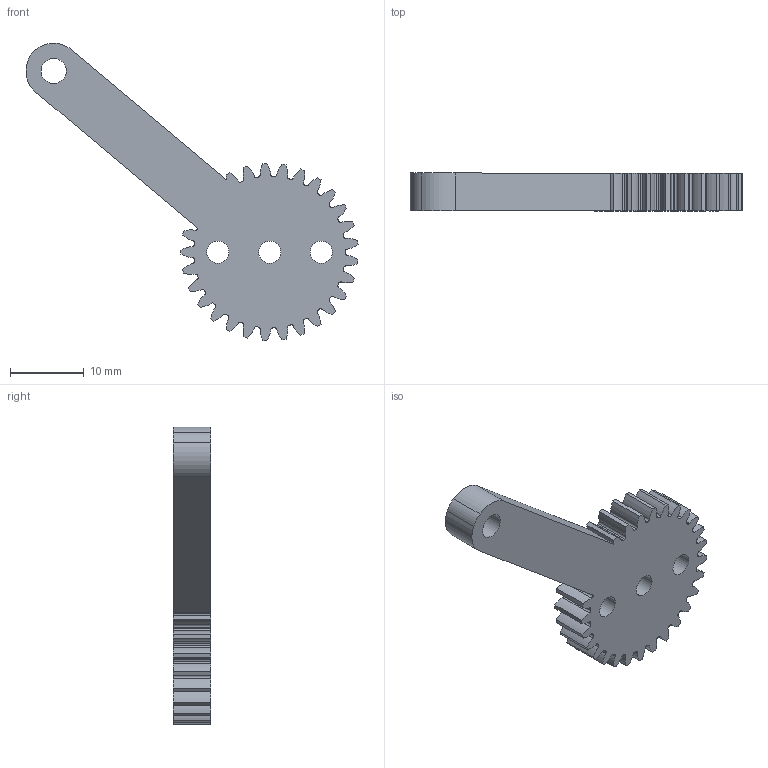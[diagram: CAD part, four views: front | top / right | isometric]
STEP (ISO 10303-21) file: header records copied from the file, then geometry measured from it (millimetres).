
FILE_DESCRIPTION(/* description */ ('STEP AP242 Edition 2','CAx-IF Rec.Pracs.---Representation and Presentation of Product Manufacturing Information (PMI)---4.0---2014-10-13','CAx-IF Rec.Pracs.---3D Tessellated Geometry---0.4---2014-09-14','2;1','CAx-IF Rec.Pracs.---User Defined Attributes---1.5---2016-08-15'),/* implementation_level */ '2;1');
FILE_NAME(/* name */ '6959d32f1df1aa22cff66db1',/* time_stamp */ '2026-01-04T02:40:47Z',/* author */ (''),/* organization */ (''),/* preprocessor_version */ 'ST-DEVELOPER v20',/* originating_system */ 'ONSHAPE BY PTC INC, 1.208',/* authorisation */ ' ');
FILE_SCHEMA (('AP242_MANAGED_MODEL_BASED_3D_ENGINEERING_MIM_LF { 1 0 10303 442 3 1 4 }'));
Length unit declared in the file: metre
Products named in the file (1): Spur Gear 29T - Motor side
Bounding box: 44.88 x 5.08 x 40.22 mm (x, y, z)
Volume: 2978.3 mm3; surface area: 2341.7 mm2
Topology: 1 solids, 1 shells, 166 faces, 492 edges, 328 vertices
Faces by surface type: cylinder 111, bspline 51, plane 4
Full cylindrical faces by diameter (mm): 3 x3, 3.4 x1
Entity records: 5919 total; most frequent: CARTESIAN_POINT 1535, ORIENTED_EDGE 976, DIRECTION 915, EDGE_CURVE 488, AXIS2_PLACEMENT_3D 376, VERTEX_POINT 328, CIRCLE 222, EDGE_LOOP 178
